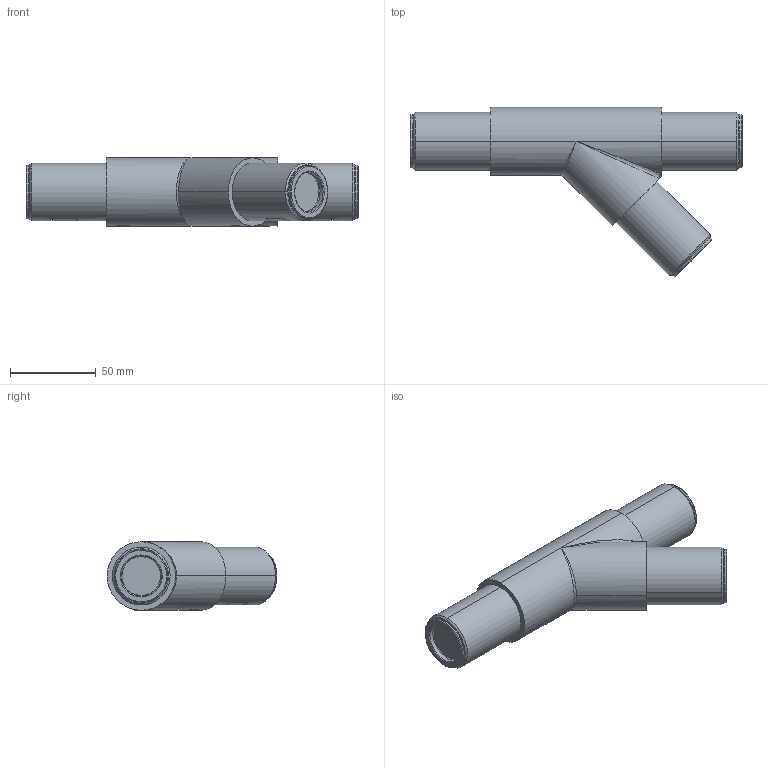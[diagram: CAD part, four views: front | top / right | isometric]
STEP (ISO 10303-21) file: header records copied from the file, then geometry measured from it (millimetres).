
FILE_DESCRIPTION (( 'STEP AP214' ), '1' );
FILE_NAME ('AL-SPS.JC40.A45Y.L 鼁闉罻.STEP', '2026-03-10T13:43:37', ( '' ), ( '' ), 'SwSTEP 2.0', 'SolidWorks 2021', '' );
FILE_SCHEMA (( 'AUTOMOTIVE_DESIGN' ));
Length unit declared in the file: millimetre
Products named in the file (5): 諶裔; hex socket set screws with cone point gb_GB_FASTENER_SCREWS_HSCP M10X16-C; AL-SPS.JC40.A45Y.L; 賑輸; AL-SPS.JC40.A45Y.L 鼁闉罻
Assembly tree (10 placements, depth 2):
  AL-SPS.JC40.A45Y.L 鼁闉罻
    賑輸  x3
    AL-SPS.JC40.A45Y.L
    hex socket set screws with cone point gb_GB_FASTENER_SCREWS_HSCP M10X16-C  x3
    諶裔  x3
Bounding box: 194 x 99.33 x 40 mm (x, y, z)
Volume: 233743.9 mm3; surface area: 56928.9 mm2
Topology: 10 solids, 10 shells, 317 faces, 776 edges, 483 vertices
Faces by surface type: plane 153, cylinder 80, cone 35, torus 33, bspline 16
Entity records: 11152 total; most frequent: CARTESIAN_POINT 6092, ORIENTED_EDGE 864, DIRECTION 837, EDGE_CURVE 432, AXIS2_PLACEMENT_3D 321, VERTEX_POINT 273, LINE 195, VECTOR 195
